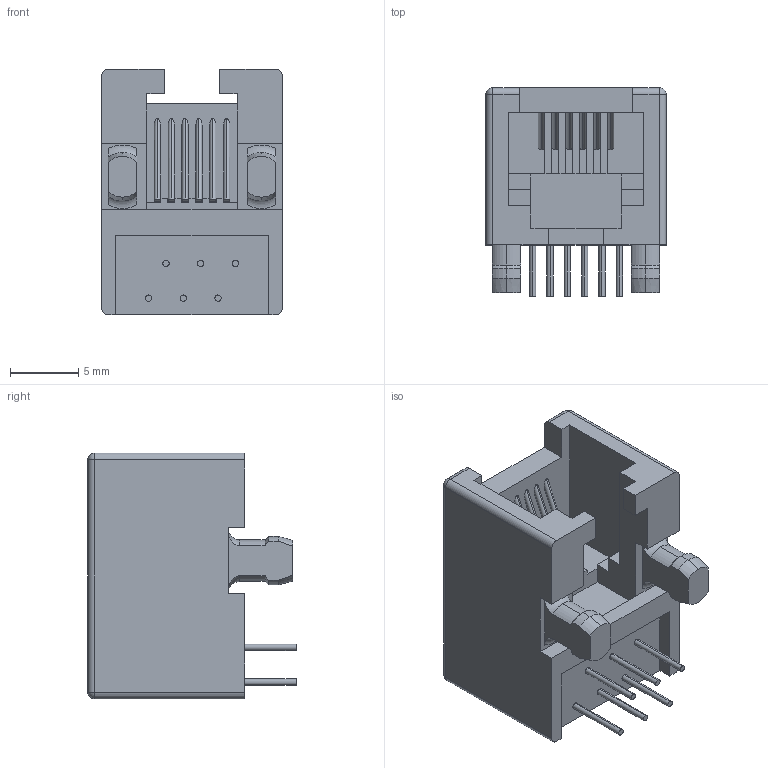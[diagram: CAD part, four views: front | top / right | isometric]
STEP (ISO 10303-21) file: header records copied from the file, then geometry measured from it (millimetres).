
FILE_DESCRIPTION(('STEP AP242'),'1');
FILE_NAME('54601906wplf.stp','2021-07-08T07:52:35',('TraceParts'),('TraceParts S.A.'),'Spatial InterOp 3D',' ',' ');
FILE_SCHEMA(('AP242_MANAGED_MODEL_BASED_3D_ENGINEERING_MIM_LF {1 0 10303 442 1 1 4}'));
Length unit declared in the file: millimetre
Products named in the file (1): 54601906wplf
Bounding box: 13.2 x 15.25 x 18 mm (x, y, z)
Volume: 1788.6 mm3; surface area: 1627.7 mm2
Topology: 1 solids, 1 shells, 157 faces, 395 edges, 254 vertices
Faces by surface type: plane 84, cylinder 49, cone 16, sphere 4, torus 4
Entity records: 4934 total; most frequent: CARTESIAN_POINT 1135, ORIENTED_EDGE 790, DIRECTION 773, EDGE_CURVE 395, LINE 261, VECTOR 261, AXIS2_PLACEMENT_3D 256, VERTEX_POINT 254
